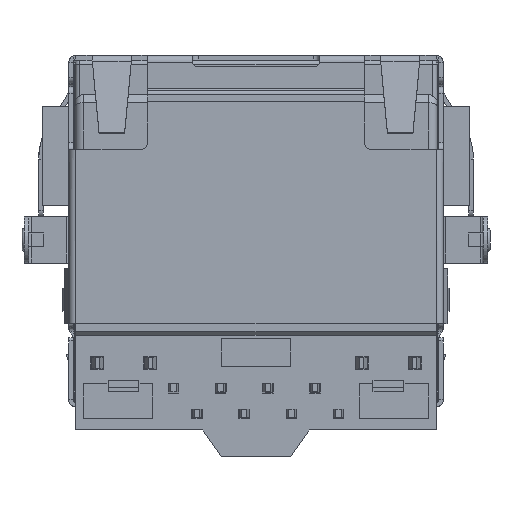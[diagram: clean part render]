
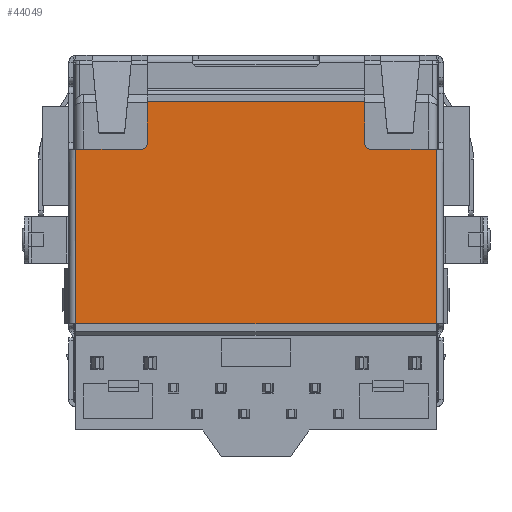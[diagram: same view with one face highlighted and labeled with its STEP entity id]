
A CAD part, front view. The second image highlights one B-rep face of the part: STEP entity #44049.
In plain terms, the highlighted planar face has unit normal (0, -1, 0).
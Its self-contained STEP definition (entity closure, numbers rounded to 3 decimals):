
#3909=DIRECTION('',(-1.,0.,0.));
#3910=VECTOR('',#3909,2.85);
#3911=CARTESIAN_POINT('',(-4.95,-11.2,-6.803));
#3912=LINE('',#3911,#3910);
#3946=DIRECTION('',(0.,0.,1.));
#3947=VECTOR('',#3946,1.803);
#3948=CARTESIAN_POINT('',(4.7,-11.2,-6.553));
#3949=LINE('',#3948,#3947);
#3998=DIRECTION('',(-1.,0.,0.));
#3999=VECTOR('',#3998,2.85);
#4000=CARTESIAN_POINT('',(7.8,-11.2,-6.803));
#4001=LINE('',#4000,#3999);
#4035=DIRECTION('',(0.,0.,1.));
#4036=VECTOR('',#4035,7.55);
#4037=CARTESIAN_POINT('',(7.8,-11.2,-14.353));
#4038=LINE('',#4037,#4036);
#14642=DIRECTION('',(0.,0.,-1.));
#14643=VECTOR('',#14642,7.55);
#14644=CARTESIAN_POINT('',(-7.8,-11.2,-6.803));
#14645=LINE('',#14644,#14643);
#14650=CARTESIAN_POINT('',(4.95,-11.2,-6.553));
#14651=DIRECTION('',(0.,-1.,0.));
#14652=DIRECTION('',(-1.,0.,0.));
#14653=AXIS2_PLACEMENT_3D('',#14650,#14651,#14652);
#14655=CARTESIAN_POINT('',(-4.95,-11.2,-6.553));
#14656=DIRECTION('',(0.,-1.,0.));
#14657=DIRECTION('',(0.,0.,-1.));
#14658=AXIS2_PLACEMENT_3D('',#14655,#14656,#14657);
#14668=DIRECTION('',(-1.,0.,0.));
#14669=VECTOR('',#14668,9.4);
#14670=CARTESIAN_POINT('',(4.7,-11.2,-4.75));
#14671=LINE('',#14670,#14669);
#15232=DIRECTION('',(0.,0.,-1.));
#15233=VECTOR('',#15232,1.803);
#15234=CARTESIAN_POINT('',(-4.7,-11.2,-4.75));
#15235=LINE('',#15234,#15233);
#15252=DIRECTION('',(1.,0.,0.));
#15253=VECTOR('',#15252,15.6);
#15254=CARTESIAN_POINT('',(-7.8,-11.2,-14.353));
#15255=LINE('',#15254,#15253);
#23902=CARTESIAN_POINT('',(-7.8,-11.2,-6.803));
#23903=VERTEX_POINT('',#23902);
#23904=CARTESIAN_POINT('',(-4.95,-11.2,-6.803));
#23905=VERTEX_POINT('',#23904);
#23906=CARTESIAN_POINT('',(-4.7,-11.2,-6.553));
#23907=VERTEX_POINT('',#23906);
#23918=CARTESIAN_POINT('',(-4.7,-11.2,-4.75));
#23919=VERTEX_POINT('',#23918);
#23922=CARTESIAN_POINT('',(4.7,-11.2,-4.75));
#23923=VERTEX_POINT('',#23922);
#23977=CARTESIAN_POINT('',(4.7,-11.2,-6.553));
#23978=VERTEX_POINT('',#23977);
#23979=CARTESIAN_POINT('',(4.95,-11.2,-6.803));
#23980=VERTEX_POINT('',#23979);
#23981=CARTESIAN_POINT('',(7.8,-11.2,-6.803));
#23982=VERTEX_POINT('',#23981);
#23995=CARTESIAN_POINT('',(7.8,-11.2,-14.353));
#23996=VERTEX_POINT('',#23995);
#24085=CARTESIAN_POINT('',(-7.8,-11.2,-14.353));
#24086=VERTEX_POINT('',#24085);
#44027=CARTESIAN_POINT('',(0.,-11.2,-9.551));
#44028=DIRECTION('',(0.,1.,0.));
#44029=DIRECTION('',(-1.,0.,0.));
#44030=AXIS2_PLACEMENT_3D('',#44027,#44028,#44029);
#44031=PLANE('',#44030);
#44033=ORIENTED_EDGE('',*,*,#44032,.F.);
#44034=ORIENTED_EDGE('',*,*,#29077,.F.);
#44036=ORIENTED_EDGE('',*,*,#44035,.T.);
#44037=ORIENTED_EDGE('',*,*,#29127,.F.);
#44038=ORIENTED_EDGE('',*,*,#29178,.F.);
#44040=ORIENTED_EDGE('',*,*,#44039,.F.);
#44041=ORIENTED_EDGE('',*,*,#44019,.F.);
#44042=ORIENTED_EDGE('',*,*,#28991,.F.);
#44044=ORIENTED_EDGE('',*,*,#44043,.T.);
#44046=ORIENTED_EDGE('',*,*,#44045,.F.);
#44047=EDGE_LOOP('',(#44033,#44034,#44036,#44037,#44038,#44040,#44041,#44042,
#44044,#44046));
#44048=FACE_OUTER_BOUND('',#44047,.F.);
#44049=ADVANCED_FACE('',(#44048),#44031,.F.);
#14654=CIRCLE('',#14653,0.25);
#14659=CIRCLE('',#14658,0.25);
#28991=EDGE_CURVE('',#23905,#23903,#3912,.T.);
#29077=EDGE_CURVE('',#23978,#23923,#3949,.T.);
#29127=EDGE_CURVE('',#23982,#23980,#4001,.T.);
#29178=EDGE_CURVE('',#23996,#23982,#4038,.T.);
#44019=EDGE_CURVE('',#23903,#24086,#14645,.T.);
#44032=EDGE_CURVE('',#23923,#23919,#14671,.T.);
#44035=EDGE_CURVE('',#23978,#23980,#14654,.T.);
#44039=EDGE_CURVE('',#24086,#23996,#15255,.T.);
#44043=EDGE_CURVE('',#23905,#23907,#14659,.T.);
#44045=EDGE_CURVE('',#23919,#23907,#15235,.T.);
